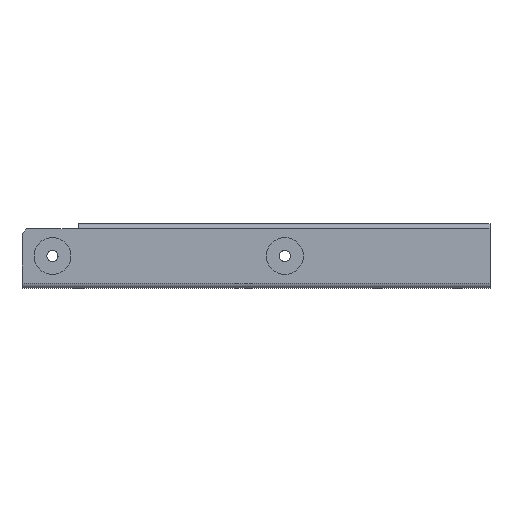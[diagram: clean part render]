
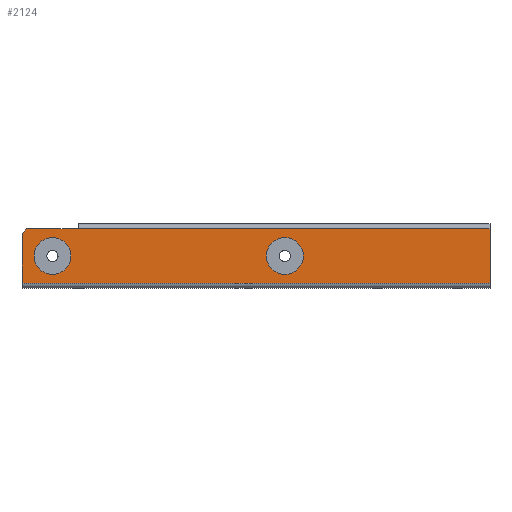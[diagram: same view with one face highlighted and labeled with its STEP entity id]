
A CAD part, front view. The second image highlights one B-rep face of the part: STEP entity #2124.
In plain terms, the highlighted planar face has unit normal (0, -1, 0).
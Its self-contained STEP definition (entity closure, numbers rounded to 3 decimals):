
#81=DIRECTION('',(0.,0.,-1.));
#82=VECTOR('',#81,31.);
#83=CARTESIAN_POINT('',(-884.004,-48.5,34.));
#84=LINE('',#83,#82);
#421=DIRECTION('',(1.,0.,0.));
#422=VECTOR('',#421,292.);
#423=CARTESIAN_POINT('',(-884.004,-48.5,3.));
#424=LINE('',#423,#422);
#429=DIRECTION('',(0.707,0.,0.707));
#430=VECTOR('',#429,4.243);
#431=CARTESIAN_POINT('',(-884.004,-48.5,34.));
#432=LINE('',#431,#430);
#433=DIRECTION('',(1.,0.,0.));
#434=VECTOR('',#433,32.);
#435=CARTESIAN_POINT('',(-881.004,-48.5,37.));
#436=LINE('',#435,#434);
#437=DIRECTION('',(0.,0.,-1.));
#438=VECTOR('',#437,34.);
#439=CARTESIAN_POINT('',(-592.004,-48.5,37.));
#440=LINE('',#439,#438);
#441=CARTESIAN_POINT('',(-720.004,-48.5,20.));
#442=DIRECTION('',(0.,-1.,0.));
#443=DIRECTION('',(0.,0.,1.));
#444=AXIS2_PLACEMENT_3D('',#441,#442,#443);
#446=CARTESIAN_POINT('',(-720.004,-48.5,20.));
#447=DIRECTION('',(0.,-1.,0.));
#448=DIRECTION('',(0.,0.,-1.));
#449=AXIS2_PLACEMENT_3D('',#446,#447,#448);
#451=CARTESIAN_POINT('',(-865.004,-48.5,20.));
#452=DIRECTION('',(0.,-1.,0.));
#453=DIRECTION('',(0.,0.,1.));
#454=AXIS2_PLACEMENT_3D('',#451,#452,#453);
#456=CARTESIAN_POINT('',(-865.004,-48.5,20.));
#457=DIRECTION('',(0.,-1.,0.));
#458=DIRECTION('',(0.,0.,-1.));
#459=AXIS2_PLACEMENT_3D('',#456,#457,#458);
#1157=DIRECTION('',(-1.,0.,0.));
#1158=VECTOR('',#1157,257.);
#1159=CARTESIAN_POINT('',(-592.004,-48.5,37.));
#1160=LINE('',#1159,#1158);
#1367=CARTESIAN_POINT('',(-884.004,-48.5,34.));
#1368=VERTEX_POINT('',#1367);
#1369=CARTESIAN_POINT('',(-884.004,-48.5,3.));
#1370=VERTEX_POINT('',#1369);
#1409=CARTESIAN_POINT('',(-592.004,-48.5,3.));
#1410=VERTEX_POINT('',#1409);
#1411=CARTESIAN_POINT('',(-592.004,-48.5,37.));
#1412=VERTEX_POINT('',#1411);
#1487=CARTESIAN_POINT('',(-881.004,-48.5,37.));
#1488=VERTEX_POINT('',#1487);
#1489=CARTESIAN_POINT('',(-849.004,-48.5,37.));
#1490=VERTEX_POINT('',#1489);
#1491=CARTESIAN_POINT('',(-720.004,-48.5,31.5));
#1492=CARTESIAN_POINT('',(-720.004,-48.5,8.5));
#1493=VERTEX_POINT('',#1491);
#1494=VERTEX_POINT('',#1492);
#1495=CARTESIAN_POINT('',(-865.004,-48.5,31.5));
#1496=CARTESIAN_POINT('',(-865.004,-48.5,8.5));
#1497=VERTEX_POINT('',#1495);
#1498=VERTEX_POINT('',#1496);
#2096=CARTESIAN_POINT('',(-384.004,-48.5,40.));
#2097=DIRECTION('',(0.,1.,0.));
#2098=DIRECTION('',(0.,0.,-1.));
#2099=AXIS2_PLACEMENT_3D('',#2096,#2097,#2098);
#2100=PLANE('',#2099);
#2102=ORIENTED_EDGE('',*,*,#2101,.T.);
#2104=ORIENTED_EDGE('',*,*,#2103,.T.);
#2106=ORIENTED_EDGE('',*,*,#2105,.F.);
#2107=ORIENTED_EDGE('',*,*,#1949,.T.);
#2108=ORIENTED_EDGE('',*,*,#2088,.F.);
#2109=ORIENTED_EDGE('',*,*,#1798,.F.);
#2110=EDGE_LOOP('',(#2102,#2104,#2106,#2107,#2108,#2109));
#2111=FACE_OUTER_BOUND('',#2110,.F.);
#2113=ORIENTED_EDGE('',*,*,#2112,.T.);
#2115=ORIENTED_EDGE('',*,*,#2114,.T.);
#2116=EDGE_LOOP('',(#2113,#2115));
#2117=FACE_BOUND('',#2116,.F.);
#2119=ORIENTED_EDGE('',*,*,#2118,.T.);
#2121=ORIENTED_EDGE('',*,*,#2120,.T.);
#2122=EDGE_LOOP('',(#2119,#2121));
#2123=FACE_BOUND('',#2122,.F.);
#2124=ADVANCED_FACE('',(#2111,#2117,#2123),#2100,.F.);
#445=CIRCLE('',#444,11.5);
#450=CIRCLE('',#449,11.5);
#455=CIRCLE('',#454,11.5);
#460=CIRCLE('',#459,11.5);
#1798=EDGE_CURVE('',#1368,#1370,#84,.T.);
#1949=EDGE_CURVE('',#1412,#1410,#440,.T.);
#2088=EDGE_CURVE('',#1370,#1410,#424,.T.);
#2101=EDGE_CURVE('',#1368,#1488,#432,.T.);
#2103=EDGE_CURVE('',#1488,#1490,#436,.T.);
#2105=EDGE_CURVE('',#1412,#1490,#1160,.T.);
#2112=EDGE_CURVE('',#1493,#1494,#445,.T.);
#2114=EDGE_CURVE('',#1494,#1493,#450,.T.);
#2118=EDGE_CURVE('',#1497,#1498,#455,.T.);
#2120=EDGE_CURVE('',#1498,#1497,#460,.T.);
